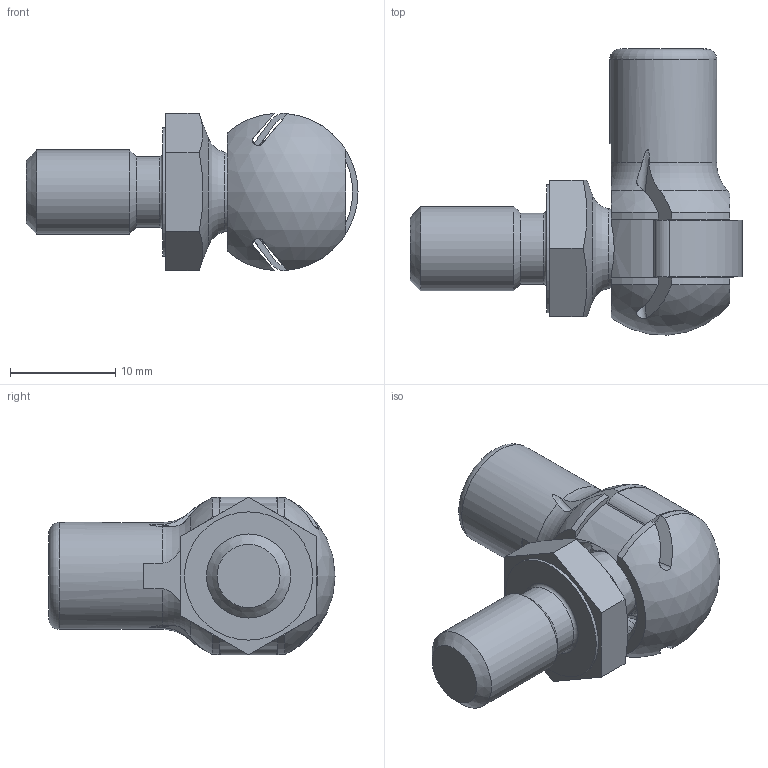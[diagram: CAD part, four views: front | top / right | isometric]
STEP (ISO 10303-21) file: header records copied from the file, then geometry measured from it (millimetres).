
FILE_DESCRIPTION(/* description */ (''),/* implementation_level */ '2;1');
FILE_NAME(/* name */ 'SG-201.stp',/* time_stamp */ '2019-10-07T14:39:51+02:00',/* author */ (''),/* organization */ (''),/* preprocessor_version */ 'ST-DEVELOPER v15.2',/* originating_system */ 'Autodesk Translator Framework v2.0.0.5431',/* authorisation */ '');
FILE_SCHEMA (('AUTOMOTIVE_DESIGN { 1 0 10303 214 3 1 1 }'));
Length unit declared in the file: centimetre
Products named in the file (1): (Unsaved)
Bounding box: 31.6 x 27.24 x 15.01 mm (x, y, z)
Volume: 3641.7 mm3; surface area: 3063.1 mm2
Topology: 2 solids, 2 shells, 93 faces, 293 edges, 194 vertices
Faces by surface type: plane 38, cylinder 32, torus 11, cone 6, sphere 6
Full cylindrical faces by diameter (mm): 6 x1, 6.75 x1, 8 x1, 10 x1, 10.2 x1, 12.2 x1
Entity records: 3326 total; most frequent: CARTESIAN_POINT 808, DIRECTION 529, ORIENTED_EDGE 526, EDGE_CURVE 263, AXIS2_PLACEMENT_3D 208, VERTEX_POINT 182, EDGE_LOOP 115, LINE 113
